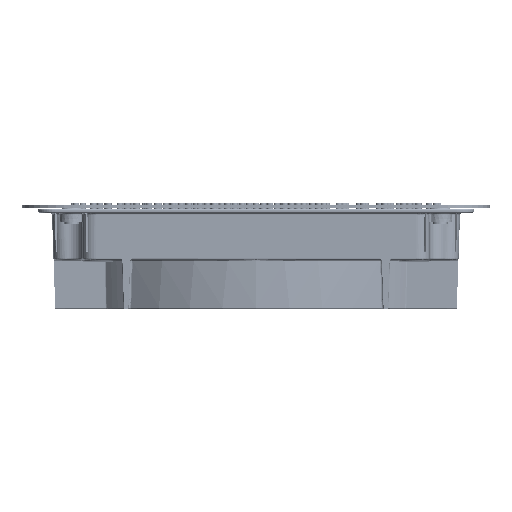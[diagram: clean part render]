
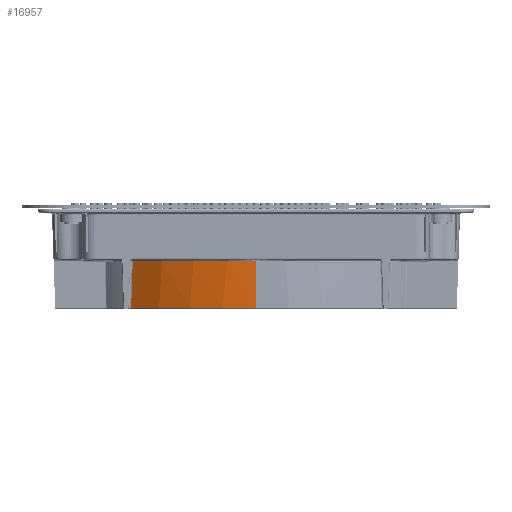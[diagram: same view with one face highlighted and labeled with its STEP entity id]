
A CAD part, left-side view. The second image highlights one B-rep face of the part: STEP entity #16957.
In plain terms, the highlighted conical face has half-angle 2 degrees and reference radius 117.226 mm.
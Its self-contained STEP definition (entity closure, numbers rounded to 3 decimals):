
#13226=CARTESIAN_POINT('Vertex',(-91.492,73.342,0.965)) ;
#13267=CARTESIAN_POINT('Axis2P3D Location',(0.,0.,0.965)) ;
#13271=CARTESIAN_POINT('Vertex',(-117.26,0.,0.965)) ;
#14388=CARTESIAN_POINT('Vertex',(-117.015,16.731,28.035)) ;
#14392=CARTESIAN_POINT('Control Point',(-117.015,16.731,28.035)) ;
#14393=CARTESIAN_POINT('Control Point',(-117.201,15.426,28.035)) ;
#14394=CARTESIAN_POINT('Control Point',(-117.37,14.12,28.057)) ;
#14395=CARTESIAN_POINT('Control Point',(-117.522,12.812,28.093)) ;
#14396=CARTESIAN_POINT('Control Point',(-117.746,10.606,28.168)) ;
#14397=CARTESIAN_POINT('Control Point',(-117.919,8.398,28.252)) ;
#14398=CARTESIAN_POINT('Control Point',(-117.981,7.499,28.286)) ;
#14399=CARTESIAN_POINT('Control Point',(-118.101,5.461,28.359)) ;
#14400=CARTESIAN_POINT('Control Point',(-118.177,3.422,28.413)) ;
#14401=CARTESIAN_POINT('Control Point',(-118.205,2.281,28.435)) ;
#14402=CARTESIAN_POINT('Control Point',(-118.219,1.14,28.446)) ;
#14403=CARTESIAN_POINT('Control Point',(-118.219,0.,28.446)) ;
#14404=CARTESIAN_POINT('Vertex',(-118.219,0.,28.446)) ;
#14617=CARTESIAN_POINT('Vertex',(-93.43,72.409,28.035)) ;
#14621=CARTESIAN_POINT('Control Point',(-93.43,72.409,28.035)) ;
#14622=CARTESIAN_POINT('Control Point',(-93.047,72.596,22.621)) ;
#14623=CARTESIAN_POINT('Control Point',(-92.661,72.782,17.206)) ;
#14624=CARTESIAN_POINT('Control Point',(-92.273,72.969,11.792)) ;
#14625=CARTESIAN_POINT('Control Point',(-91.884,73.155,6.379)) ;
#14626=CARTESIAN_POINT('Control Point',(-91.492,73.342,0.965)) ;
#16849=CARTESIAN_POINT('Axis2P3D Location',(0.,0.,0.)) ;
#16940=CARTESIAN_POINT('Line Origine',(-118.256,0.,29.5)) ;
#16945=CARTESIAN_POINT('Axis2P3D Location',(0.,0.,28.035)) ;
#16942=VECTOR('Line Direction',#16941,1.) ;
#13268=DIRECTION('Axis2P3D Direction',(0.,-0.,1.)) ;
#16850=DIRECTION('Axis2P3D Direction',(0.,0.,1.)) ;
#16851=DIRECTION('Axis2P3D XDirection',(0.,1.,0.)) ;
#16941=DIRECTION('Vector Direction',(-0.035,0.,0.999)) ;
#16946=DIRECTION('Axis2P3D Direction',(0.,-0.,1.)) ;
#13269=AXIS2_PLACEMENT_3D('Circle Axis2P3D',#13267,#13268,$) ;
#16852=AXIS2_PLACEMENT_3D('Cone Axis2P3D',#16849,#16850,#16851) ;
#16947=AXIS2_PLACEMENT_3D('Circle Axis2P3D',#16945,#16946,$) ;
#16943=LINE('Line',#16940,#16942) ;
#13270=CIRCLE('generated circle',#13269,117.26) ;
#16948=CIRCLE('generated circle',#16947,118.205) ;
#16853=CONICAL_SURFACE('Cone',#16852,117.226,0.035) ;
#13273=EDGE_CURVE('',#13272,#13227,#13270,.F.) ;
#14406=EDGE_CURVE('',#14405,#14389,#14391,.F.) ;
#14627=EDGE_CURVE('',#14618,#13227,#14620,.T.) ;
#16944=EDGE_CURVE('',#14405,#13272,#16943,.F.) ;
#16949=EDGE_CURVE('',#14389,#14618,#16948,.F.) ;
#16951=ORIENTED_EDGE('',*,*,#14627,.T.) ;
#16952=ORIENTED_EDGE('',*,*,#13273,.F.) ;
#16953=ORIENTED_EDGE('',*,*,#16944,.F.) ;
#16954=ORIENTED_EDGE('',*,*,#14406,.T.) ;
#16955=ORIENTED_EDGE('',*,*,#16949,.T.) ;
#16950=EDGE_LOOP('',(#16951,#16952,#16953,#16954,#16955)) ;
#13227=VERTEX_POINT('',#13226) ;
#13272=VERTEX_POINT('',#13271) ;
#14389=VERTEX_POINT('',#14388) ;
#14405=VERTEX_POINT('',#14404) ;
#14618=VERTEX_POINT('',#14617) ;
#16957=ADVANCED_FACE('Hauptk\X2\00F6\X0\rper',(#16956),#16853,.T.) ;
#14391=B_SPLINE_CURVE_WITH_KNOTS('',5,(#14392,#14393,#14394,#14395,#14396,#14397,#14398,#14399,#14400,#14401,#14402,#14403),.UNSPECIFIED.,.F.,.U.,(6,3,3,6),(20.035,29.359,35.755,43.854),.UNSPECIFIED.) ;
#14620=B_SPLINE_CURVE_WITH_KNOTS('',5,(#14621,#14622,#14623,#14624,#14625,#14626),.UNSPECIFIED.,.F.,.U.,(6,6),(9.597,48.001),.UNSPECIFIED.) ;
#16956=FACE_OUTER_BOUND('',#16950,.T.) ;
